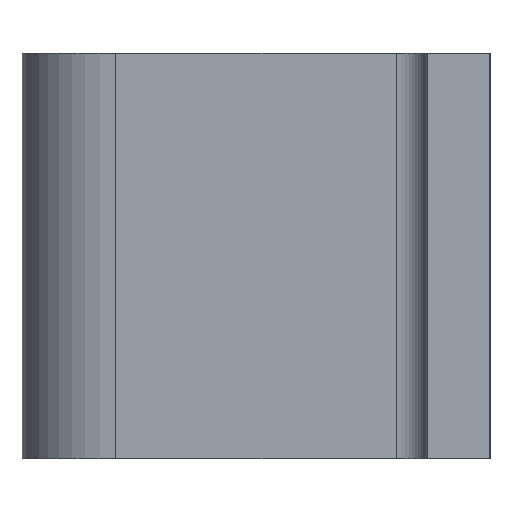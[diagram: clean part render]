
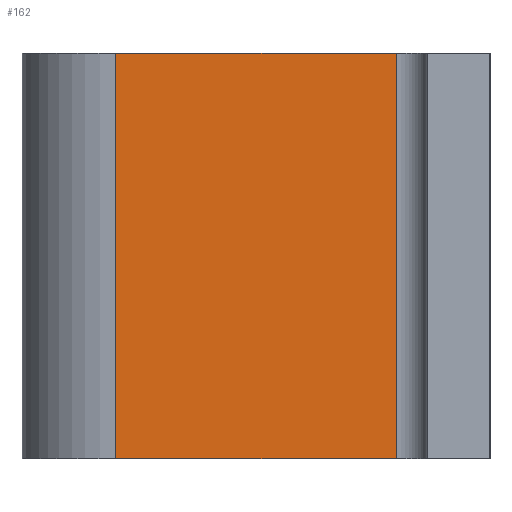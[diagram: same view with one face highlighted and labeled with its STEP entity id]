
A CAD part, front view. The second image highlights one B-rep face of the part: STEP entity #162.
In plain terms, the highlighted planar face has unit normal (0, -1, 0).
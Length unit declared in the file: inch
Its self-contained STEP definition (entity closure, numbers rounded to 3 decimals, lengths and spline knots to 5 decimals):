
#162=ADVANCED_FACE('',(#307),#308,.T.);
#307=FACE_OUTER_BOUND('',#622,.T.);
#308=PLANE('',#623);
#622=EDGE_LOOP('',(#865,#866,#867,#868));
#623=AXIS2_PLACEMENT_3D('',#869,#870,#871);
#865=ORIENTED_EDGE('',*,*,#1020,.T.);
#866=ORIENTED_EDGE('',*,*,#1002,.F.);
#867=ORIENTED_EDGE('',*,*,#988,.F.);
#868=ORIENTED_EDGE('',*,*,#945,.T.);
#869=CARTESIAN_POINT('',(-0.68744,1.8747,0.0));
#870=DIRECTION('',(0.0,-1.0,0.0));
#871=DIRECTION('',(1.0,0.0,-0.0));
#945=EDGE_CURVE('',#1088,#1086,#1089,.T.);
#988=EDGE_CURVE('',#1088,#1152,#1153,.T.);
#1002=EDGE_CURVE('',#1152,#1169,#1171,.T.);
#1020=EDGE_CURVE('',#1086,#1169,#1191,.T.);
#1086=VERTEX_POINT('',#1312);
#1088=VERTEX_POINT('',#1317);
#1089=LINE('',#1318,#1319);
#1152=VERTEX_POINT('',#1439);
#1153=LINE('',#1440,#1441);
#1169=VERTEX_POINT('',#1476);
#1171=LINE('',#1481,#1482);
#1191=LINE('',#1513,#1514);
#1312=CARTESIAN_POINT('',(-0.12501,1.8747,1.625));
#1317=CARTESIAN_POINT('',(-0.12501,1.8747,0.0));
#1318=CARTESIAN_POINT('',(-0.12501,1.8747,0.0));
#1319=VECTOR('',#1537,1.0);
#1439=CARTESIAN_POINT('',(-1.24987,1.8747,0.0));
#1440=CARTESIAN_POINT('',(-0.12501,1.8747,0.0));
#1441=VECTOR('',#1559,1.0);
#1476=CARTESIAN_POINT('',(-1.24987,1.8747,1.625));
#1481=CARTESIAN_POINT('',(-1.24987,1.8747,0.0));
#1482=VECTOR('',#1564,1.0);
#1513=CARTESIAN_POINT('',(-0.12501,1.8747,1.625));
#1514=VECTOR('',#1570,1.0);
#1537=DIRECTION('',(0.0,0.0,1.0));
#1559=DIRECTION('',(-1.0,0.0,0.0));
#1564=DIRECTION('',(0.0,0.0,1.0));
#1570=DIRECTION('',(-1.0,0.0,0.0));
